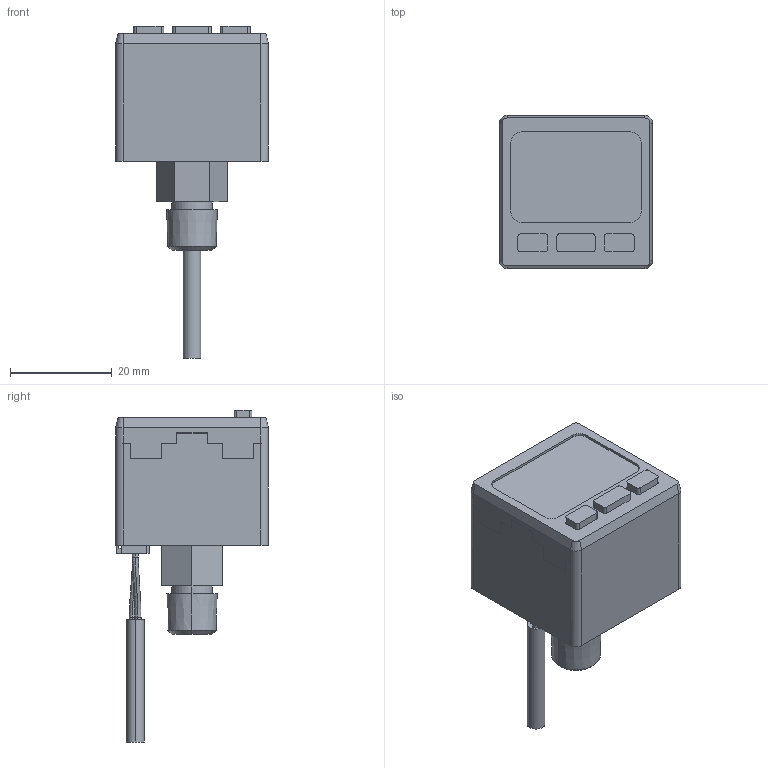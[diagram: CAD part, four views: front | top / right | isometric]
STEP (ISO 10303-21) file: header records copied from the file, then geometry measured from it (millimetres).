
FILE_DESCRIPTION (( 'STEP AP214' ), '1' );
FILE_NAME ('ISE30A-01-P-L.step.step', '2013-12-04T03:55:26', ( 'Windows User' ), ( '' ), 'SwSTEP 2.0', 'SolidWorks 2014', '' );
FILE_SCHEMA (( 'AUTOMOTIVE_DESIGN' ));
Length unit declared in the file: millimetre
Products named in the file (3): ISE30A-01-P-L.step; ISE30A-01-P-L.step_I_ZSE BODY_01; ISE30A-01-P-L.step_Cable_L
Assembly tree (2 placements, depth 2):
  ISE30A-01-P-L.step
    ISE30A-01-P-L.step_I_ZSE BODY_01
    ISE30A-01-P-L.step_Cable_L
Bounding box: 30 x 30 x 65.1 mm (x, y, z)
Volume: 23866.2 mm3; surface area: 7365.4 mm2
Topology: 4 solids, 4 shells, 245 faces, 617 edges, 393 vertices
Faces by surface type: plane 149, cylinder 62, cone 28, bspline 6
Entity records: 7989 total; most frequent: CARTESIAN_POINT 1688, DIRECTION 1243, ORIENTED_EDGE 1214, EDGE_CURVE 607, VECTOR 443, LINE 443, AXIS2_PLACEMENT_3D 400, VERTEX_POINT 393
